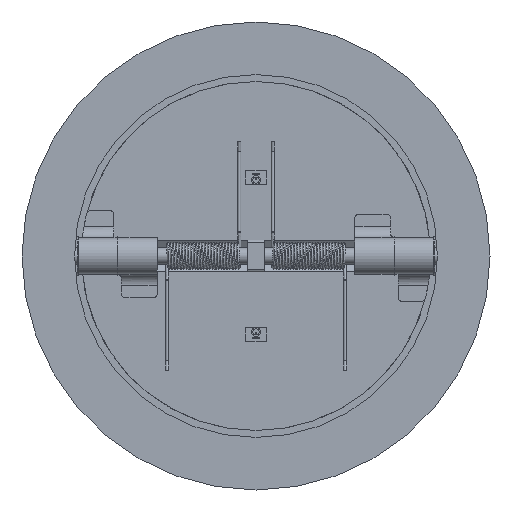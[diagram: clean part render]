
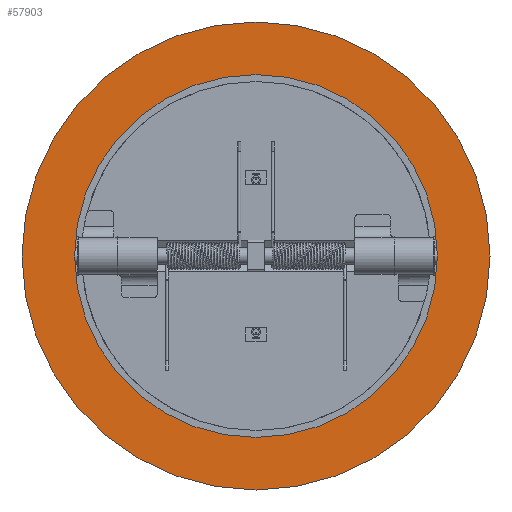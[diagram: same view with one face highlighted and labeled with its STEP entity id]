
A CAD part, front view. The second image highlights one B-rep face of the part: STEP entity #57903.
In plain terms, the highlighted planar face has unit normal (0, -1, 0).
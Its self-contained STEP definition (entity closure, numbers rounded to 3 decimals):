
#745 = EDGE_CURVE ( 'NONE', #42112, #44838, #25095, .T. ) ;
#1465 = CARTESIAN_POINT ( 'NONE',  ( 0., 0., -202.5 ) ) ;
#1930 = DIRECTION ( 'NONE',  ( 0., -1., 0. ) ) ;
#7646 = VERTEX_POINT ( 'NONE', #1465 ) ;
#8917 = EDGE_CURVE ( 'NONE', #21226, #7646, #11962, .T. ) ;
#9509 = DIRECTION ( 'NONE',  ( 0., -1., 0. ) ) ;
#9705 = CARTESIAN_POINT ( 'NONE',  ( 0., 0., 0. ) ) ;
#10374 = ORIENTED_EDGE ( 'NONE', *, *, #8917, .T. ) ;
#11962 = CIRCLE ( 'NONE', #55058, 202.5 ) ;
#15732 = EDGE_CURVE ( 'NONE', #7646, #21226, #53914, .T. ) ;
#15799 = CARTESIAN_POINT ( 'NONE',  ( 0., 0., -157. ) ) ;
#21226 = VERTEX_POINT ( 'NONE', #29134 ) ;
#22131 = DIRECTION ( 'NONE',  ( 0., -1., 0. ) ) ;
#25095 = CIRCLE ( 'NONE', #43821, 157. ) ;
#26710 = CARTESIAN_POINT ( 'NONE',  ( 0., 0., 0. ) ) ;
#29134 = CARTESIAN_POINT ( 'NONE',  ( 0., 0., 202.5 ) ) ;
#29249 = EDGE_LOOP ( 'NONE', ( #42310, #10374 ) ) ;
#30451 = EDGE_LOOP ( 'NONE', ( #35460, #46533 ) ) ;
#31114 = AXIS2_PLACEMENT_3D ( 'NONE', #26710, #49714, #48928 ) ;
#32515 = EDGE_CURVE ( 'NONE', #44838, #42112, #54648, .T. ) ;
#33420 = DIRECTION ( 'NONE',  ( 0., 0., -1. ) ) ;
#35460 = ORIENTED_EDGE ( 'NONE', *, *, #745, .F. ) ;
#36259 = PLANE ( 'NONE',  #58373 ) ;
#37130 = AXIS2_PLACEMENT_3D ( 'NONE', #9705, #9509, #45822 ) ;
#40746 = FACE_OUTER_BOUND ( 'NONE', #29249, .T. ) ;
#40840 = CARTESIAN_POINT ( 'NONE',  ( 0., 0., 0. ) ) ;
#41034 = DIRECTION ( 'NONE',  ( 0., 0., 1. ) ) ;
#42112 = VERTEX_POINT ( 'NONE', #15799 ) ;
#42310 = ORIENTED_EDGE ( 'NONE', *, *, #15732, .T. ) ;
#43821 = AXIS2_PLACEMENT_3D ( 'NONE', #57873, #22131, #58444 ) ;
#44838 = VERTEX_POINT ( 'NONE', #50674 ) ;
#45822 = DIRECTION ( 'NONE',  ( 0., 0., -1. ) ) ;
#46533 = ORIENTED_EDGE ( 'NONE', *, *, #32515, .F. ) ;
#47718 = CARTESIAN_POINT ( 'NONE',  ( 0., 0., 0. ) ) ;
#48928 = DIRECTION ( 'NONE',  ( 0., 0., -1. ) ) ;
#49714 = DIRECTION ( 'NONE',  ( 0., -1., 0. ) ) ;
#50674 = CARTESIAN_POINT ( 'NONE',  ( 0., 0., 157. ) ) ;
#53914 = CIRCLE ( 'NONE', #31114, 202.5 ) ;
#54245 = FACE_BOUND ( 'NONE', #30451, .T. ) ;
#54648 = CIRCLE ( 'NONE', #37130, 157. ) ;
#55058 = AXIS2_PLACEMENT_3D ( 'NONE', #47718, #1930, #33420 ) ;
#57873 = CARTESIAN_POINT ( 'NONE',  ( 0., 0., 0. ) ) ;
#57903 = ADVANCED_FACE ( 'NONE', ( #54245, #40746 ), #36259, .F. ) ;
#58284 = DIRECTION ( 'NONE',  ( 0., 1., 0. ) ) ;
#58373 = AXIS2_PLACEMENT_3D ( 'NONE', #40840, #58284, #41034 ) ;
#58444 = DIRECTION ( 'NONE',  ( 0., 0., -1. ) ) ;
